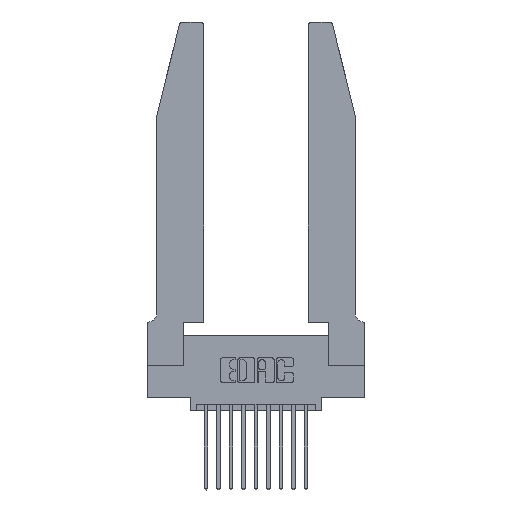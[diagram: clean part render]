
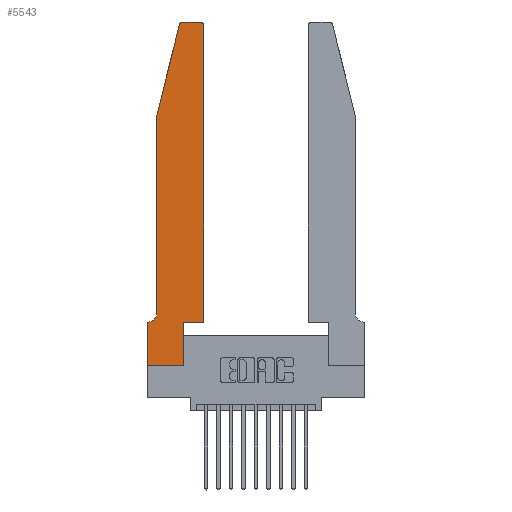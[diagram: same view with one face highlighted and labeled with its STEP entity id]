
A CAD part, top view. The second image highlights one B-rep face of the part: STEP entity #5543.
In plain terms, the highlighted planar face has unit normal (0, 0, 1).
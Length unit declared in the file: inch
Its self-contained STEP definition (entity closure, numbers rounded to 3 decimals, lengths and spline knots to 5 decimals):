
#290 = LINE ( 'NONE', #12132, #11361 ) ;
#363 = CARTESIAN_POINT ( 'NONE',  ( 0.284, 2.75, 0.37 ) ) ;
#580 = EDGE_CURVE ( 'NONE', #4290, #12740, #1173, .T. ) ;
#703 = DIRECTION ( 'NONE',  ( 1., 0., 0. ) ) ;
#792 = VECTOR ( 'NONE', #7982, 39.37008 ) ;
#984 = CARTESIAN_POINT ( 'NONE',  ( 0.4205, 2.72, 0.37 ) ) ;
#1059 = VECTOR ( 'NONE', #15068, 39.37008 ) ;
#1150 = LINE ( 'NONE', #7386, #7139 ) ;
#1173 = LINE ( 'NONE', #7818, #792 ) ;
#1356 = CARTESIAN_POINT ( 'NONE',  ( 0.4505, 2.72, 0.37 ) ) ;
#1553 = VERTEX_POINT ( 'NONE', #1356 ) ;
#2677 = VECTOR ( 'NONE', #6992, 39.37008 ) ;
#2714 = VERTEX_POINT ( 'NONE', #12851 ) ;
#2931 = CARTESIAN_POINT ( 'NONE',  ( 0.0755, 0.42, 0.37 ) ) ;
#2968 = EDGE_CURVE ( 'NONE', #8552, #3522, #1150, .T. ) ;
#3020 = EDGE_LOOP ( 'NONE', ( #3669, #9306, #6981, #12895, #13123, #13912, #12840, #7163, #7295, #7203, #10958, #3477 ) ) ;
#3239 = DIRECTION ( 'NONE',  ( 0., -1., 0. ) ) ;
#3249 = LINE ( 'NONE', #4208, #10181 ) ;
#3477 = ORIENTED_EDGE ( 'NONE', *, *, #15752, .T. ) ;
#3522 = VERTEX_POINT ( 'NONE', #2931 ) ;
#3669 = ORIENTED_EDGE ( 'NONE', *, *, #11234, .T. ) ;
#4208 = CARTESIAN_POINT ( 'NONE',  ( 0., 0., 0.37 ) ) ;
#4290 = VERTEX_POINT ( 'NONE', #15938 ) ;
#5150 = EDGE_CURVE ( 'NONE', #3522, #2714, #5902, .T. ) ;
#5299 = VERTEX_POINT ( 'NONE', #15849 ) ;
#5543 = ADVANCED_FACE ( 'NONE', ( #5884 ), #6423, .T. ) ;
#5777 = CARTESIAN_POINT ( 'NONE',  ( 0.4505, 0.35, 0.37 ) ) ;
#5824 = CARTESIAN_POINT ( 'NONE',  ( 0.25487, 2.72718, 0.37 ) ) ;
#5831 = EDGE_CURVE ( 'NONE', #16382, #8552, #10401, .T. ) ;
#5884 = FACE_OUTER_BOUND ( 'NONE', #3020, .T. ) ;
#5902 = CIRCLE ( 'NONE', #15265, 0.07 ) ;
#6041 = CARTESIAN_POINT ( 'NONE',  ( 0.4205, 2.75, 0.37 ) ) ;
#6143 = EDGE_CURVE ( 'NONE', #2714, #12674, #15580, .T. ) ;
#6265 = DIRECTION ( 'NONE',  ( 1., 0., 0. ) ) ;
#6359 = AXIS2_PLACEMENT_3D ( 'NONE', #7540, #8982, #10160 ) ;
#6423 = PLANE ( 'NONE',  #6359 ) ;
#6585 = DIRECTION ( 'NONE',  ( 0., 0., -1. ) ) ;
#6981 = ORIENTED_EDGE ( 'NONE', *, *, #5831, .T. ) ;
#6992 = DIRECTION ( 'NONE',  ( 0., 1., 0. ) ) ;
#7037 = AXIS2_PLACEMENT_3D ( 'NONE', #13799, #13849, #6265 ) ;
#7052 = VECTOR ( 'NONE', #12310, 39.37008 ) ;
#7139 = VECTOR ( 'NONE', #13750, 39.37008 ) ;
#7163 = ORIENTED_EDGE ( 'NONE', *, *, #7724, .T. ) ;
#7203 = ORIENTED_EDGE ( 'NONE', *, *, #580, .T. ) ;
#7229 = CARTESIAN_POINT ( 'NONE',  ( 0.0755, 2., 0.37 ) ) ;
#7295 = ORIENTED_EDGE ( 'NONE', *, *, #8184, .T. ) ;
#7386 = CARTESIAN_POINT ( 'NONE',  ( 0.0755, 2., 0.37 ) ) ;
#7540 = CARTESIAN_POINT ( 'NONE',  ( 0., 0.35, 0.37 ) ) ;
#7724 = EDGE_CURVE ( 'NONE', #5299, #12183, #15725, .T. ) ;
#7818 = CARTESIAN_POINT ( 'NONE',  ( 0.4505, 0.35, 0.37 ) ) ;
#7982 = DIRECTION ( 'NONE',  ( 1., 0., 0. ) ) ;
#8184 = EDGE_CURVE ( 'NONE', #12183, #4290, #290, .T. ) ;
#8552 = VERTEX_POINT ( 'NONE', #16320 ) ;
#8982 = DIRECTION ( 'NONE',  ( 0., 0., 1. ) ) ;
#9184 = CARTESIAN_POINT ( 'NONE',  ( 0.0055, 0.42, 0.37 ) ) ;
#9306 = ORIENTED_EDGE ( 'NONE', *, *, #11030, .T. ) ;
#9314 = DIRECTION ( 'NONE',  ( -1., 0., 0. ) ) ;
#9874 = EDGE_CURVE ( 'NONE', #12674, #5299, #3249, .T. ) ;
#10160 = DIRECTION ( 'NONE',  ( 1., 0., 0. ) ) ;
#10181 = VECTOR ( 'NONE', #3239, 39.37008 ) ;
#10401 = LINE ( 'NONE', #7229, #7052 ) ;
#10830 = CARTESIAN_POINT ( 'NONE',  ( 0., 0., 0.37 ) ) ;
#10865 = CIRCLE ( 'NONE', #15929, 0.03 ) ;
#10958 = ORIENTED_EDGE ( 'NONE', *, *, #13776, .T. ) ;
#11030 = EDGE_CURVE ( 'NONE', #14507, #16382, #12551, .T. ) ;
#11140 = CARTESIAN_POINT ( 'NONE',  ( 0.4505, 0.35, 0.37 ) ) ;
#11192 = LINE ( 'NONE', #5777, #2677 ) ;
#11234 = EDGE_CURVE ( 'NONE', #12126, #14507, #11240, .T. ) ;
#11240 = LINE ( 'NONE', #14339, #16033 ) ;
#11330 = DIRECTION ( 'NONE',  ( 1., 0., 0. ) ) ;
#11361 = VECTOR ( 'NONE', #12902, 39.37008 ) ;
#11537 = DIRECTION ( 'NONE',  ( -1., 0., 0. ) ) ;
#11892 = CARTESIAN_POINT ( 'NONE',  ( 0., 0.35, 0.37 ) ) ;
#12126 = VERTEX_POINT ( 'NONE', #6041 ) ;
#12132 = CARTESIAN_POINT ( 'NONE',  ( 0.2865, 0.35, 0.37 ) ) ;
#12183 = VERTEX_POINT ( 'NONE', #16135 ) ;
#12310 = DIRECTION ( 'NONE',  ( -0.239, -0.971, 0. ) ) ;
#12539 = CARTESIAN_POINT ( 'NONE',  ( 0.0755, 0.35, 0.37 ) ) ;
#12551 = CIRCLE ( 'NONE', #7037, 0.03 ) ;
#12674 = VERTEX_POINT ( 'NONE', #11892 ) ;
#12740 = VERTEX_POINT ( 'NONE', #11140 ) ;
#12840 = ORIENTED_EDGE ( 'NONE', *, *, #9874, .T. ) ;
#12851 = CARTESIAN_POINT ( 'NONE',  ( 0.0055, 0.35, 0.37 ) ) ;
#12895 = ORIENTED_EDGE ( 'NONE', *, *, #2968, .T. ) ;
#12902 = DIRECTION ( 'NONE',  ( 0., 1., 0. ) ) ;
#13123 = ORIENTED_EDGE ( 'NONE', *, *, #5150, .T. ) ;
#13537 = VECTOR ( 'NONE', #703, 39.37008 ) ;
#13750 = DIRECTION ( 'NONE',  ( 0., -1., 0. ) ) ;
#13776 = EDGE_CURVE ( 'NONE', #12740, #1553, #11192, .T. ) ;
#13799 = CARTESIAN_POINT ( 'NONE',  ( 0.284, 2.72, 0.37 ) ) ;
#13849 = DIRECTION ( 'NONE',  ( 0., 0., 1. ) ) ;
#13912 = ORIENTED_EDGE ( 'NONE', *, *, #6143, .T. ) ;
#14339 = CARTESIAN_POINT ( 'NONE',  ( 0.2605, 2.75, 0.37 ) ) ;
#14507 = VERTEX_POINT ( 'NONE', #363 ) ;
#15068 = DIRECTION ( 'NONE',  ( -1., 0., 0. ) ) ;
#15265 = AXIS2_PLACEMENT_3D ( 'NONE', #9184, #6585, #11537 ) ;
#15580 = LINE ( 'NONE', #12539, #1059 ) ;
#15725 = LINE ( 'NONE', #10830, #13537 ) ;
#15752 = EDGE_CURVE ( 'NONE', #1553, #12126, #10865, .T. ) ;
#15849 = CARTESIAN_POINT ( 'NONE',  ( 0., 0., 0.37 ) ) ;
#15929 = AXIS2_PLACEMENT_3D ( 'NONE', #984, #16251, #11330 ) ;
#15938 = CARTESIAN_POINT ( 'NONE',  ( 0.2865, 0.35, 0.37 ) ) ;
#16033 = VECTOR ( 'NONE', #9314, 39.37008 ) ;
#16135 = CARTESIAN_POINT ( 'NONE',  ( 0.2865, 0., 0.37 ) ) ;
#16251 = DIRECTION ( 'NONE',  ( 0., 0., 1. ) ) ;
#16320 = CARTESIAN_POINT ( 'NONE',  ( 0.0755, 2., 0.37 ) ) ;
#16382 = VERTEX_POINT ( 'NONE', #5824 ) ;
